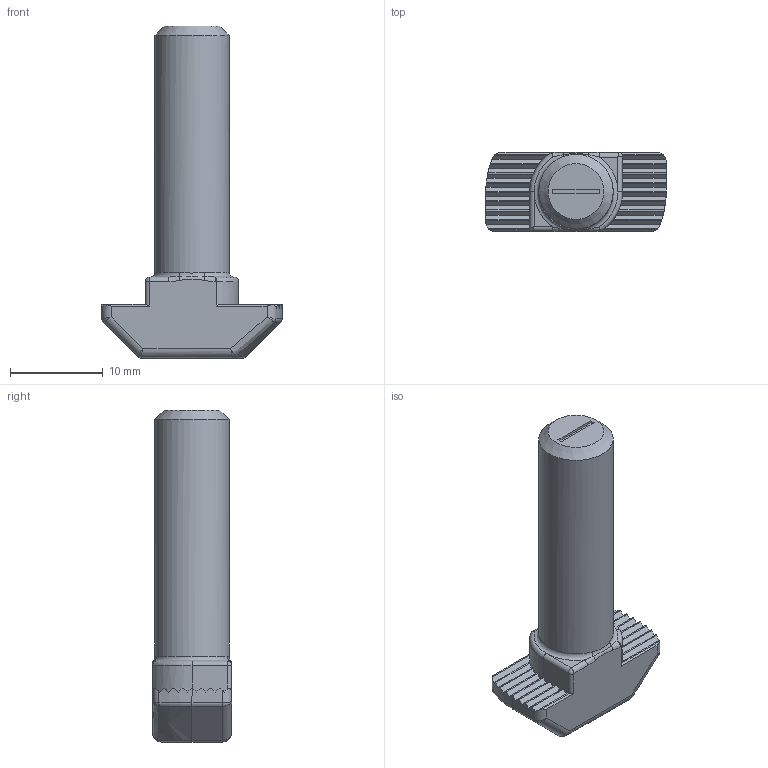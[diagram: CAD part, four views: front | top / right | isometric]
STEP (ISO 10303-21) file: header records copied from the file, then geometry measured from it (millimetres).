
FILE_DESCRIPTION((''),'2;1');
FILE_NAME('AR3587.stp','2020-12-21T11:41:35',('arma03'),(''),'Autodesk Inventor 2013','Autodesk Inventor 2013','');
FILE_SCHEMA(('AUTOMOTIVE_DESIGN { 1 0 10303 214 1 1 1 1 }'));
Length unit declared in the file: millimetre
Products named in the file (1): AR3587
Bounding box: 19.4 x 8.5 x 35.7 mm (x, y, z)
Volume: 2349.6 mm3; surface area: 1322.3 mm2
Topology: 1 solids, 1 shells, 131 faces, 363 edges, 225 vertices
Faces by surface type: plane 53, cylinder 43, bspline 24, torus 8, cone 3
Full cylindrical faces by diameter (mm): 8 x1
Entity records: 4811 total; most frequent: CARTESIAN_POINT 1660, ORIENTED_EDGE 700, DIRECTION 608, EDGE_CURVE 350, AXIS2_PLACEMENT_3D 232, VERTEX_POINT 224, VECTOR 144, LINE 144
